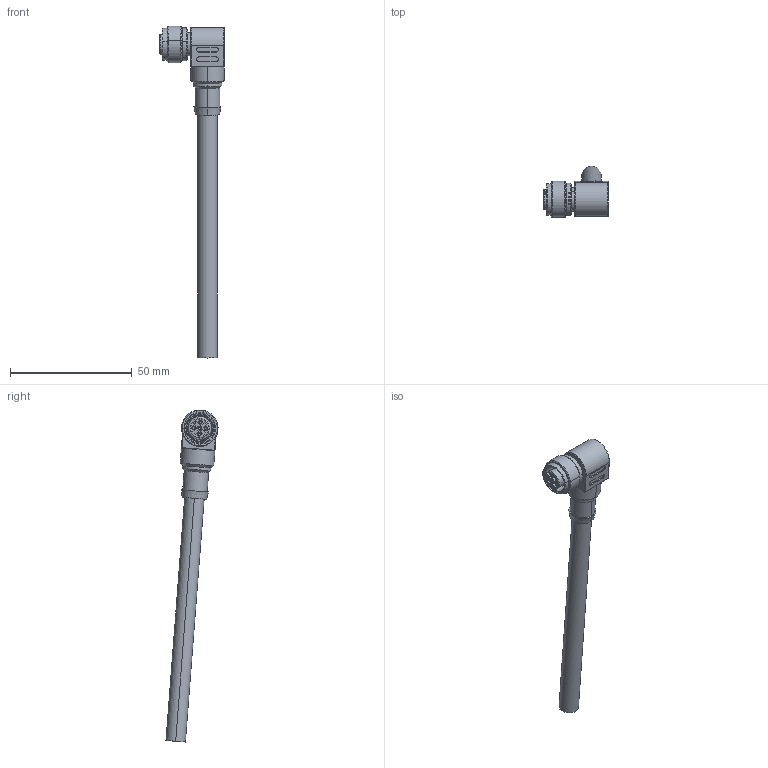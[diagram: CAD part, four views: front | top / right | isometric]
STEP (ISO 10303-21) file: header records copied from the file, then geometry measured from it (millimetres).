
FILE_DESCRIPTION((''),'2;1');
FILE_NAME('ELK4_5-M-P00_ASM','2019-03-26T',('xin.jin'),(''),'PRO/ENGINEER BY PARAMETRIC TECHNOLOGY CORPORATION, 2012060','PRO/ENGINEER BY PARAMETRIC TECHNOLOGY CORPORATION, 2012060','');
FILE_SCHEMA(('AUTOMOTIVE_DESIGN { 1 0 10303 214 1 1 1 1 }'));
Length unit declared in the file: millimetre
Products named in the file (1): ELK4_5-M-P00_ASM
Bounding box: 26.48 x 21.37 x 136.25 mm (x, y, z)
Volume: 11131.8 mm3; surface area: 6499.9 mm2
Topology: 1 solids, 10 shells, 406 faces, 1131 edges, 727 vertices
Faces by surface type: plane 212, cylinder 158, cone 24, torus 8, sphere 4
Entity records: 13392 total; most frequent: CARTESIAN_POINT 2497, DIRECTION 2365, ORIENTED_EDGE 2254, EDGE_CURVE 1127, AXIS2_PLACEMENT_3D 884, VERTEX_POINT 727, VECTOR 597, LINE 597
